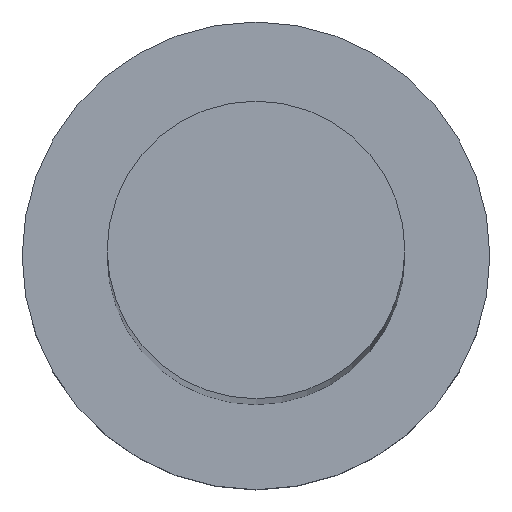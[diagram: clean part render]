
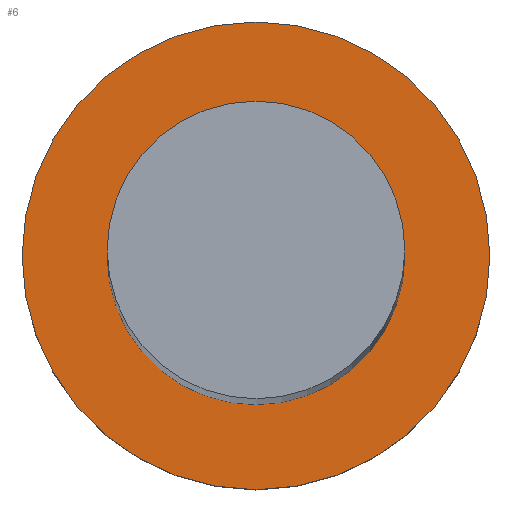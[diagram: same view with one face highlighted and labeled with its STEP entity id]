
A CAD part, top view. The second image highlights one B-rep face of the part: STEP entity #6.
In plain terms, the highlighted planar face has unit normal (0, 0, 1).
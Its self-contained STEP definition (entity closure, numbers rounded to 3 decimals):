
#2 = AXIS2_PLACEMENT_3D ( 'NONE', #230, #175, #38 ) ;
#6 = ADVANCED_FACE ( 'NONE', ( #167, #169 ), #12, .T. ) ;
#10 = AXIS2_PLACEMENT_3D ( 'NONE', #198, #133, #130 ) ;
#12 = PLANE ( 'NONE',  #139 ) ;
#17 = VERTEX_POINT ( 'NONE', #50 ) ;
#20 = CARTESIAN_POINT ( 'NONE',  ( 0., 0., 7. ) ) ;
#24 = EDGE_CURVE ( 'NONE', #132, #106, #147, .T. ) ;
#35 = ORIENTED_EDGE ( 'NONE', *, *, #24, .F. ) ;
#36 = DIRECTION ( 'NONE',  ( 1., 0., 0. ) ) ;
#38 = DIRECTION ( 'NONE',  ( 1., 0., 0. ) ) ;
#50 = CARTESIAN_POINT ( 'NONE',  ( 11., 0., 7. ) ) ;
#62 = CIRCLE ( 'NONE', #127, 7. ) ;
#106 = VERTEX_POINT ( 'NONE', #135 ) ;
#112 = CARTESIAN_POINT ( 'NONE',  ( 7., 0., 7. ) ) ;
#113 = CARTESIAN_POINT ( 'NONE',  ( 0., 0., 7. ) ) ;
#127 = AXIS2_PLACEMENT_3D ( 'NONE', #20, #235, #36 ) ;
#128 = EDGE_CURVE ( 'NONE', #106, #132, #62, .T. ) ;
#130 = DIRECTION ( 'NONE',  ( 1., 0., 0. ) ) ;
#131 = DIRECTION ( 'NONE',  ( 1., 0., 0. ) ) ;
#132 = VERTEX_POINT ( 'NONE', #112 ) ;
#133 = DIRECTION ( 'NONE',  ( 0., 0., 1. ) ) ;
#135 = CARTESIAN_POINT ( 'NONE',  ( -7., 0., 7. ) ) ;
#139 = AXIS2_PLACEMENT_3D ( 'NONE', #113, #232, #213 ) ;
#147 = CIRCLE ( 'NONE', #10, 7. ) ;
#153 = EDGE_CURVE ( 'NONE', #17, #229, #189, .T. ) ;
#164 = EDGE_LOOP ( 'NONE', ( #195, #207 ) ) ;
#167 = FACE_BOUND ( 'NONE', #226, .T. ) ;
#169 = FACE_OUTER_BOUND ( 'NONE', #164, .T. ) ;
#172 = ORIENTED_EDGE ( 'NONE', *, *, #128, .F. ) ;
#175 = DIRECTION ( 'NONE',  ( 0., 0., 1. ) ) ;
#177 = DIRECTION ( 'NONE',  ( 0., 0., 1. ) ) ;
#187 = EDGE_CURVE ( 'NONE', #229, #17, #237, .T. ) ;
#189 = CIRCLE ( 'NONE', #243, 11. ) ;
#191 = CARTESIAN_POINT ( 'NONE',  ( 0., 0., 7. ) ) ;
#195 = ORIENTED_EDGE ( 'NONE', *, *, #187, .T. ) ;
#198 = CARTESIAN_POINT ( 'NONE',  ( 0., 0., 7. ) ) ;
#207 = ORIENTED_EDGE ( 'NONE', *, *, #153, .T. ) ;
#213 = DIRECTION ( 'NONE',  ( 1., 0., 0. ) ) ;
#223 = CARTESIAN_POINT ( 'NONE',  ( -11., 0., 7. ) ) ;
#226 = EDGE_LOOP ( 'NONE', ( #172, #35 ) ) ;
#229 = VERTEX_POINT ( 'NONE', #223 ) ;
#230 = CARTESIAN_POINT ( 'NONE',  ( 0., 0., 7. ) ) ;
#232 = DIRECTION ( 'NONE',  ( 0., 0., 1. ) ) ;
#235 = DIRECTION ( 'NONE',  ( 0., 0., 1. ) ) ;
#237 = CIRCLE ( 'NONE', #2, 11. ) ;
#243 = AXIS2_PLACEMENT_3D ( 'NONE', #191, #177, #131 ) ;
